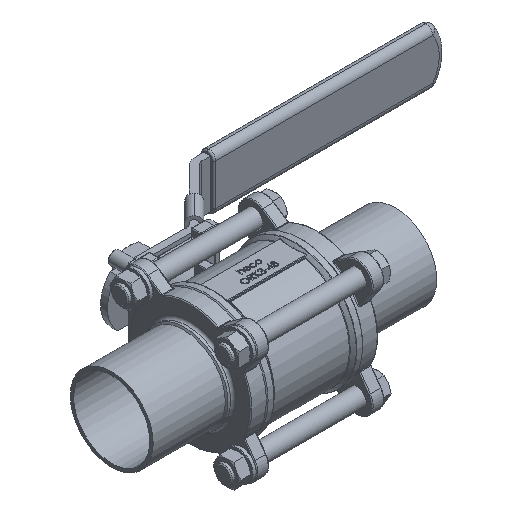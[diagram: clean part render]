
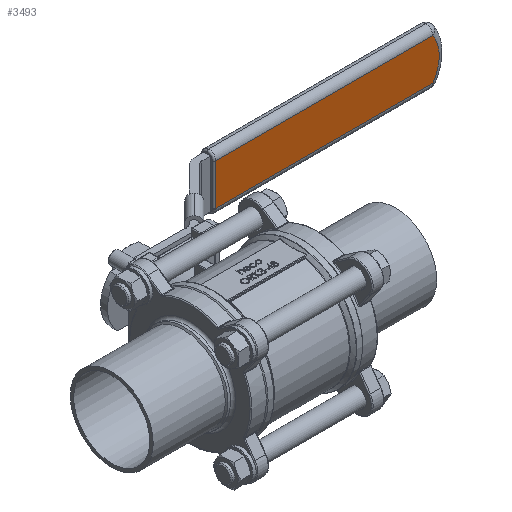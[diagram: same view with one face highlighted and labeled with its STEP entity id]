
A CAD part, isometric view. The second image highlights one B-rep face of the part: STEP entity #3493.
In plain terms, the highlighted planar face has unit normal (0, -1, 0).
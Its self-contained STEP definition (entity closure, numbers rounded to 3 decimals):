
#3493 = ADVANCED_FACE ( 'NONE', ( #29133 ), #18982, .F. ) ;
#6194 = AXIS2_PLACEMENT_3D ( 'NONE', #11825, #11827, #11829 ) ;
#11825 = CARTESIAN_POINT ( 'NONE',  ( 175., 88., 0. ) ) ;
#11827 = DIRECTION ( 'NONE',  ( 0., -1., 0. ) ) ;
#11829 = DIRECTION ( 'NONE',  ( -1., 0., 0. ) ) ;
#12151 = CARTESIAN_POINT ( 'NONE',  ( 200., 88., -12. ) ) ;
#12152 = DIRECTION ( 'NONE',  ( 1., 0., 0. ) ) ;
#13528 = VECTOR ( 'NONE', #21787, 1000. ) ;
#13530 = LINE ( 'NONE', #21785, #13528 ) ;
#18982 = PLANE ( 'NONE',  #52395 ) ;
#18983 = CARTESIAN_POINT ( 'NONE',  ( 200., 88., 16. ) ) ;
#18984 = DIRECTION ( 'NONE',  ( 0., 1., 0. ) ) ;
#18985 = DIRECTION ( 'NONE',  ( -1., 0., 0. ) ) ;
#21785 = CARTESIAN_POINT ( 'NONE',  ( 65.971, 88., 16. ) ) ;
#21787 = DIRECTION ( 'NONE',  ( 0., 0., -1. ) ) ;
#23090 = CARTESIAN_POINT ( 'NONE',  ( 192.234, 88., 12. ) ) ;
#23285 = CARTESIAN_POINT ( 'NONE',  ( 192.234, 88., -12. ) ) ;
#23670 = CARTESIAN_POINT ( 'NONE',  ( 65.971, 88., -12. ) ) ;
#23675 = CARTESIAN_POINT ( 'NONE',  ( 65.971, 88., 12. ) ) ;
#25064 = LINE ( 'NONE', #53436, #25068 ) ;
#25068 = VECTOR ( 'NONE', #54192, 1000. ) ;
#29133 = FACE_OUTER_BOUND ( 'NONE', #47053, .T. ) ;
#32843 = EDGE_CURVE ( 'NONE', #49348, #48914, #37332, .T. ) ;
#32891 = EDGE_CURVE ( 'NONE', #38701, #49348, #37220, .T. ) ;
#33232 = EDGE_CURVE ( 'NONE', #48914, #38707, #25064, .T. ) ;
#33491 = EDGE_CURVE ( 'NONE', #38707, #38701, #13530, .T. ) ;
#37219 = VECTOR ( 'NONE', #12152, 1000. ) ;
#37220 = LINE ( 'NONE', #12151, #37219 ) ;
#37332 = CIRCLE ( 'NONE', #6194, 21. ) ;
#38701 = VERTEX_POINT ( 'NONE', #23670 ) ;
#38707 = VERTEX_POINT ( 'NONE', #23675 ) ;
#47053 = EDGE_LOOP ( 'NONE', ( #47324, #47316, #47288, #47323 ) ) ;
#47288 = ORIENTED_EDGE ( 'NONE', *, *, #32891, .T. ) ;
#47316 = ORIENTED_EDGE ( 'NONE', *, *, #33491, .T. ) ;
#47323 = ORIENTED_EDGE ( 'NONE', *, *, #32843, .T. ) ;
#47324 = ORIENTED_EDGE ( 'NONE', *, *, #33232, .T. ) ;
#48914 = VERTEX_POINT ( 'NONE', #23090 ) ;
#49348 = VERTEX_POINT ( 'NONE', #23285 ) ;
#52395 = AXIS2_PLACEMENT_3D ( 'NONE', #18983, #18984, #18985 ) ;
#53436 = CARTESIAN_POINT ( 'NONE',  ( 64.971, 88., 12. ) ) ;
#54192 = DIRECTION ( 'NONE',  ( -1., 0., 0. ) ) ;
